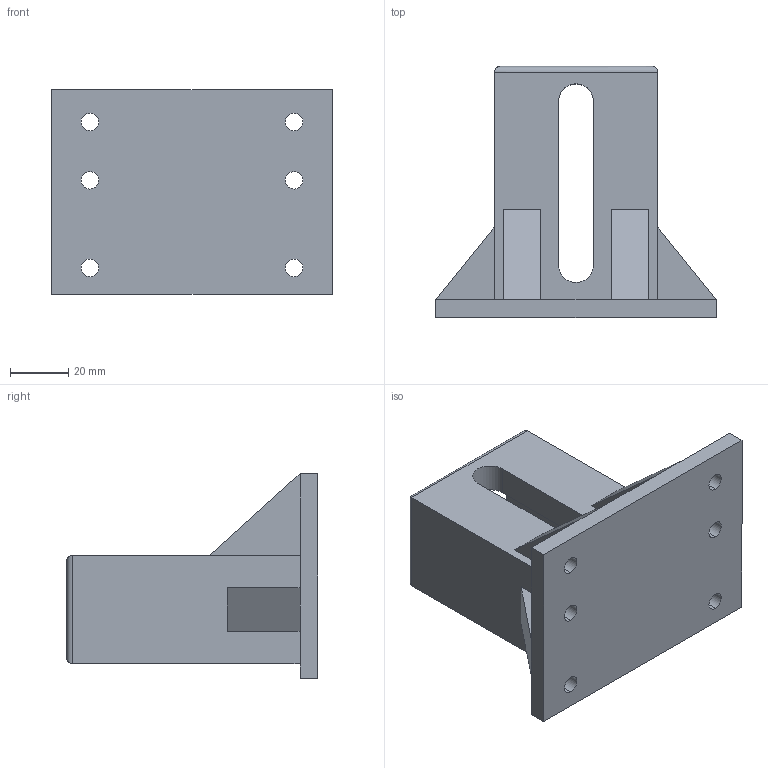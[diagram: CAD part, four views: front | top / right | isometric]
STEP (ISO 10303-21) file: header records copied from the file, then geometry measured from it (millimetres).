
FILE_DESCRIPTION (( 'STEP AP203' ), '1' );
FILE_NAME ('眈儂菁窒盓殤3D.STEP', '2025-10-12T05:20:59', ( '' ), ( '' ), 'SwSTEP 2.0', 'SolidWorks 2025', '' );
FILE_SCHEMA (( 'CONFIG_CONTROL_DESIGN' ));
Length unit declared in the file: millimetre
Products named in the file (1): 相机底部支架3D
Bounding box: 96 x 86 x 70 mm (x, y, z)
Volume: 153609.6 mm3; surface area: 41364.5 mm2
Topology: 1 solids, 1 shells, 55 faces, 144 edges, 92 vertices
Faces by surface type: plane 35, cylinder 20
Entity records: 1783 total; most frequent: CARTESIAN_POINT 304, ORIENTED_EDGE 288, DIRECTION 284, EDGE_CURVE 144, LINE 108, VECTOR 108, VERTEX_POINT 92, AXIS2_PLACEMENT_3D 88
